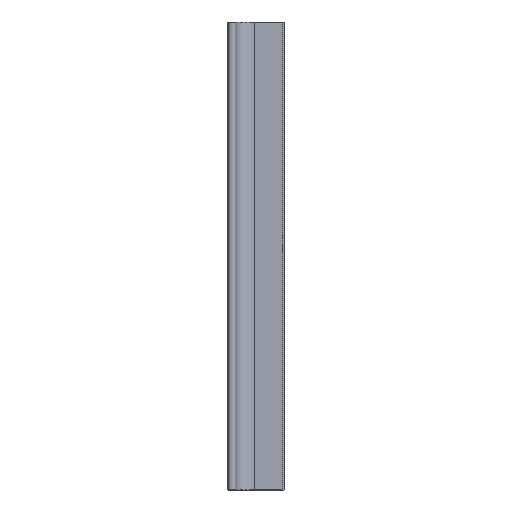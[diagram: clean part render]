
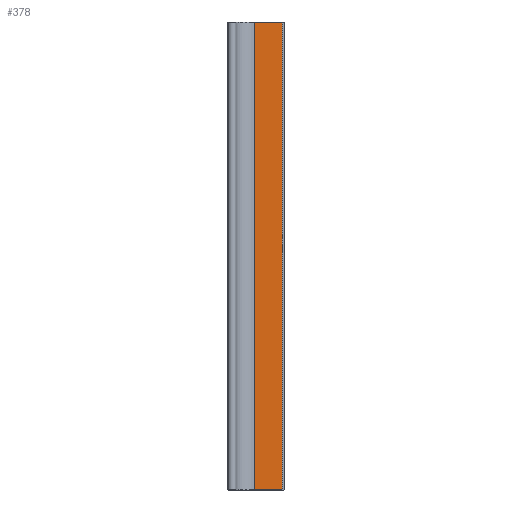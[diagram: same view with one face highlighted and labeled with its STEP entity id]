
A CAD part, front view. The second image highlights one B-rep face of the part: STEP entity #378.
In plain terms, the highlighted planar face has unit normal (0, -1, 0).
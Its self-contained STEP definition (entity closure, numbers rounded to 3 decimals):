
#21=PLANE('',#440);
#24=LINE('',#6223,#43);
#33=LINE('',#14068,#52);
#34=LINE('',#14070,#53);
#35=LINE('',#14071,#54);
#43=VECTOR('',#482,10.);
#52=VECTOR('',#525,10.);
#53=VECTOR('',#528,10.);
#54=VECTOR('',#529,10.);
#88=FACE_OUTER_BOUND('',#113,.T.);
#113=EDGE_LOOP('',(#309,#310,#311,#312));
#170=VERTEX_POINT('',#6215);
#172=VERTEX_POINT('',#6221);
#185=VERTEX_POINT('',#14058);
#187=VERTEX_POINT('',#14064);
#209=EDGE_CURVE('',#172,#170,#24,.T.);
#234=EDGE_CURVE('',#185,#187,#33,.T.);
#235=EDGE_CURVE('',#172,#187,#34,.T.);
#236=EDGE_CURVE('',#170,#185,#35,.T.);
#309=ORIENTED_EDGE('',*,*,#209,.F.);
#310=ORIENTED_EDGE('',*,*,#235,.T.);
#311=ORIENTED_EDGE('',*,*,#234,.F.);
#312=ORIENTED_EDGE('',*,*,#236,.F.);
#378=ADVANCED_FACE('',(#88),#21,.T.);
#440=AXIS2_PLACEMENT_3D('',#14069,#526,#527);
#482=DIRECTION('',(-1.,0.,0.));
#525=DIRECTION('',(1.,0.,0.));
#526=DIRECTION('center_axis',(0.,-1.,0.));
#527=DIRECTION('ref_axis',(1.,0.,0.));
#528=DIRECTION('',(0.,0.,1.));
#529=DIRECTION('',(0.,0.,1.));
#6215=CARTESIAN_POINT('',(0.,0.,0.25));
#6221=CARTESIAN_POINT('',(21.005,0.,0.25));
#6223=CARTESIAN_POINT('',(2.925,0.,0.25));
#14058=CARTESIAN_POINT('',(0.,0.,349.75));
#14064=CARTESIAN_POINT('',(21.005,0.,349.75));
#14068=CARTESIAN_POINT('',(2.925,0.,349.75));
#14069=CARTESIAN_POINT('Origin',(0.,0.,
0.));
#14070=CARTESIAN_POINT('',(21.005,0.,0.));
#14071=CARTESIAN_POINT('',(0.,0.,0.));
